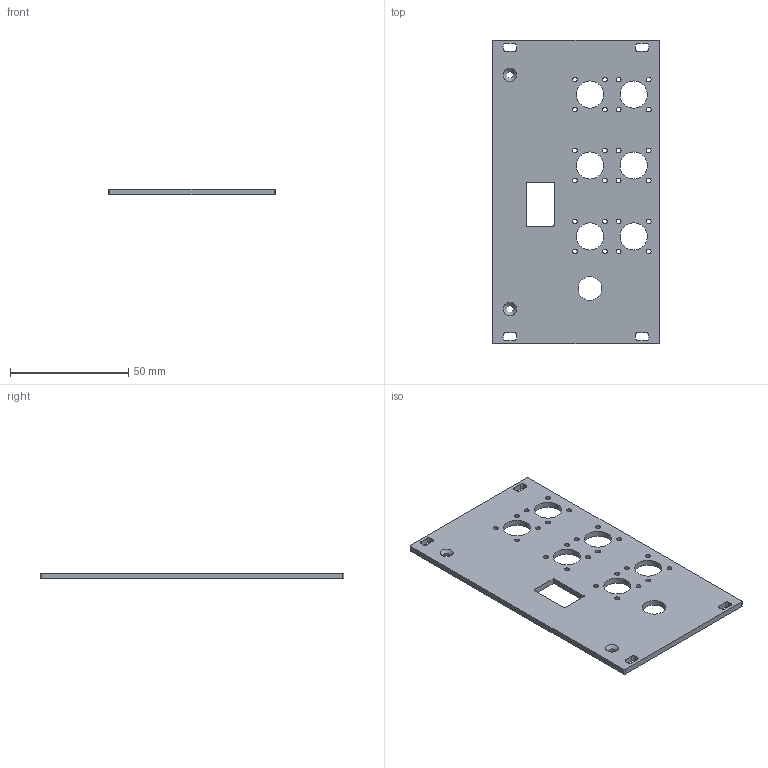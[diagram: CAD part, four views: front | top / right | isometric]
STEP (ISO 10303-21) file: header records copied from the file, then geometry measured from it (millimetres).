
FILE_DESCRIPTION(/* description */ ('Open CASCADE Model'),/* implementation_level */ '2;1');
FILE_NAME(/* name */ 'Rp_Lockbox.stp',/* time_stamp */ '2020-10-30T12:11:12+01:00',/* author */ ('Tilman Preuschoff'),/* organization */ ('Open CASCADE'),/* preprocessor_version */ 'ST-DEVELOPER v18',/* originating_system */ 'Autodesk Inventor 2020',/* authorisation */ 'Unknown');
FILE_SCHEMA (('AUTOMOTIVE_DESIGN { 1 0 10303 214 3 1 1 }'));
Length unit declared in the file: millimetre
Products named in the file (1): Rp_Lockbox
Bounding box: 70.78 x 128.4 x 2.5 mm (x, y, z)
Volume: 19985.8 mm3; surface area: 18347.6 mm2
Topology: 1 solids, 1 shells, 85 faces, 289 edges, 206 vertices
Faces by surface type: cylinder 65, plane 18, cone 2
Full cylindrical faces by diameter (mm): 2.013 x24, 2.9 x2, 10 x1, 11.5 x6
Entity records: 3490 total; most frequent: DIRECTION 635, CARTESIAN_POINT 581, ORIENTED_EDGE 578, EDGE_CURVE 289, AXIS2_PLACEMENT_3D 260, VERTEX_POINT 206, CIRCLE 174, EDGE_LOOP 161
